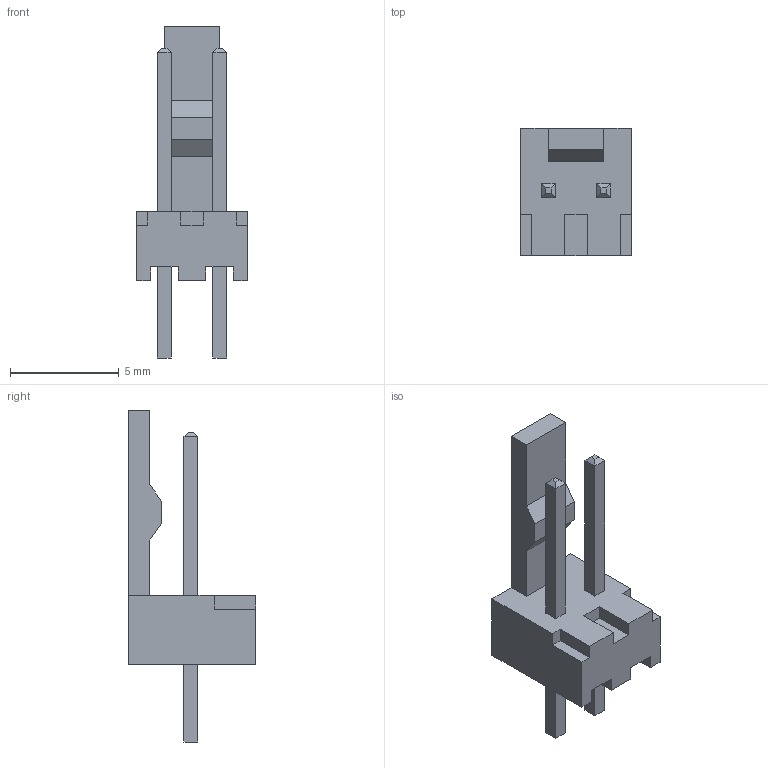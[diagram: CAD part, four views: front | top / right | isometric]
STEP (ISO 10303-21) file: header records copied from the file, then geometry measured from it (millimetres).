
FILE_DESCRIPTION(/* description */ (''),/* implementation_level */ '2;1');
FILE_NAME(/* name */ 'MOLEX-2.54mm-M2.step',/* time_stamp */ '2019-10-09T15:59:32-05:00',/* author */ (''),/* organization */ (''),/* preprocessor_version */ 'ST-DEVELOPER v18',/* originating_system */ 'Autodesk Translation Framework v8.6.0.1094',/* authorisation */ '');
FILE_SCHEMA (('AUTOMOTIVE_DESIGN { 1 0 10303 214 3 1 1 }'));
Length unit declared in the file: inch
Products named in the file (1): MOLEX-2.54mm-M2
Bounding box: 5.08 x 5.84 x 15.24 mm (x, y, z)
Volume: 115.5 mm3; surface area: 264.2 mm2
Topology: 1 solids, 1 shells, 60 faces, 154 edges, 100 vertices
Faces by surface type: plane 60
Entity records: 1851 total; most frequent: CARTESIAN_POINT 315, ORIENTED_EDGE 308, DIRECTION 276, LINE 154, VECTOR 154, EDGE_CURVE 154, VERTEX_POINT 100, EDGE_LOOP 64
